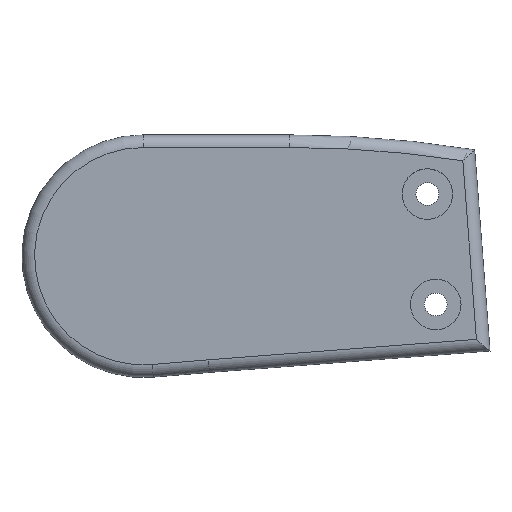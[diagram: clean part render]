
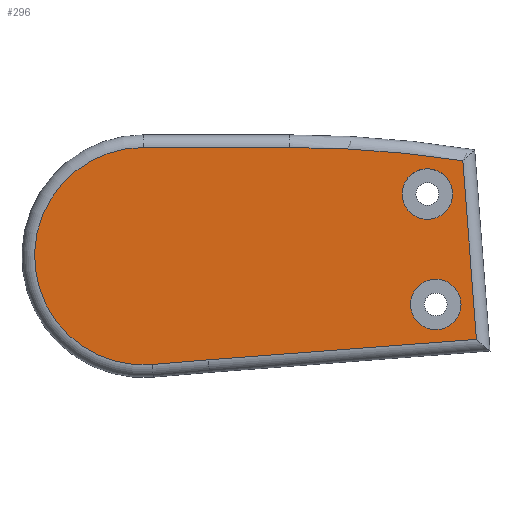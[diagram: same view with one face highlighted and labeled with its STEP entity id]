
A CAD part, top view. The second image highlights one B-rep face of the part: STEP entity #296.
In plain terms, the highlighted planar face has unit normal (0, 0, 1).
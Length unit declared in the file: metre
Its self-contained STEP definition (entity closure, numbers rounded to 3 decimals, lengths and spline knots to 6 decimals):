
#31=LINE('',#509,#49);
#32=LINE('',#513,#50);
#33=LINE('',#515,#51);
#34=LINE('',#517,#52);
#49=VECTOR('',#412,1.);
#50=VECTOR('',#415,1.);
#51=VECTOR('',#416,1.);
#52=VECTOR('',#417,1.);
#57=PLANE('',#337);
#89=ORIENTED_EDGE('',*,*,#159,.T.);
#90=ORIENTED_EDGE('',*,*,#160,.T.);
#91=ORIENTED_EDGE('',*,*,#161,.T.);
#92=ORIENTED_EDGE('',*,*,#162,.T.);
#93=ORIENTED_EDGE('',*,*,#163,.T.);
#94=ORIENTED_EDGE('',*,*,#164,.T.);
#95=ORIENTED_EDGE('',*,*,#165,.F.);
#96=ORIENTED_EDGE('',*,*,#166,.F.);
#159=EDGE_CURVE('',#191,#192,#209,.T.);
#160=EDGE_CURVE('',#192,#193,#31,.T.);
#161=EDGE_CURVE('',#193,#194,#210,.T.);
#162=EDGE_CURVE('',#194,#195,#32,.F.);
#163=EDGE_CURVE('',#195,#196,#33,.T.);
#164=EDGE_CURVE('',#196,#191,#34,.T.);
#165=EDGE_CURVE('',#197,#197,#211,.T.);
#166=EDGE_CURVE('',#198,#198,#212,.T.);
#191=VERTEX_POINT('',#507);
#192=VERTEX_POINT('',#508);
#193=VERTEX_POINT('',#510);
#194=VERTEX_POINT('',#512);
#195=VERTEX_POINT('',#514);
#196=VERTEX_POINT('',#516);
#197=VERTEX_POINT('',#519);
#198=VERTEX_POINT('',#521);
#209=CIRCLE('',#338,0.090291);
#210=CIRCLE('',#339,0.0086);
#211=CIRCLE('',#340,0.002);
#212=CIRCLE('',#341,0.002);
#228=EDGE_LOOP('',(#89,#90,#91,#92,#93,#94));
#229=EDGE_LOOP('',(#95));
#230=EDGE_LOOP('',(#96));
#258=FACE_BOUND('',#228,.T.);
#259=FACE_BOUND('',#229,.T.);
#260=FACE_BOUND('',#230,.T.);
#296=ADVANCED_FACE('',(#258,#259,#260),#57,.T.);
#337=AXIS2_PLACEMENT_3D('',#505,#408,#409);
#338=AXIS2_PLACEMENT_3D('',#506,#410,#411);
#339=AXIS2_PLACEMENT_3D('',#511,#413,#414);
#340=AXIS2_PLACEMENT_3D('',#518,#418,#419);
#341=AXIS2_PLACEMENT_3D('',#520,#420,#421);
#408=DIRECTION('',(0.,0.,1.));
#409=DIRECTION('',(1.,0.,0.));
#410=DIRECTION('',(0.,0.,1.));
#411=DIRECTION('',(1.,0.,0.));
#412=DIRECTION('',(-1.,0.,0.));
#413=DIRECTION('',(0.,0.,1.));
#414=DIRECTION('',(1.,0.,0.));
#415=DIRECTION('',(-0.997,-0.083,0.));
#416=DIRECTION('',(0.997,0.076,0.));
#417=DIRECTION('',(-0.076,0.997,0.));
#418=DIRECTION('',(0.,0.,1.));
#419=DIRECTION('',(1.,0.,0.));
#420=DIRECTION('',(0.,0.,1.));
#421=DIRECTION('',(1.,0.,0.));
#505=CARTESIAN_POINT('',(0.008922,0.,0.065));
#506=CARTESIAN_POINT('',(0.011591,-0.081691,0.065));
#507=CARTESIAN_POINT('',(0.025291,0.007555,0.065));
#508=CARTESIAN_POINT('',(0.011591,0.0086,0.065));
#509=CARTESIAN_POINT('',(0.,0.0086,0.065));
#510=CARTESIAN_POINT('',(0.,0.0086,0.065));
#511=CARTESIAN_POINT('',(0.,0.,0.065));
#512=CARTESIAN_POINT('',(0.000713,-0.00857,0.065));
#513=CARTESIAN_POINT('',(0.009574,-0.007833,0.065));
#514=CARTESIAN_POINT('',(0.005161,-0.0082,0.065));
#515=CARTESIAN_POINT('',(0.027367,-0.006505,0.065));
#516=CARTESIAN_POINT('',(0.02637,-0.006581,0.065));
#517=CARTESIAN_POINT('',(0.025231,0.008343,0.065));
#518=CARTESIAN_POINT('',(0.022484,0.004918,0.065));
#519=CARTESIAN_POINT('',(0.024484,0.004918,0.065));
#520=CARTESIAN_POINT('',(0.02315,-0.003818,0.065));
#521=CARTESIAN_POINT('',(0.02515,-0.003818,0.065));
